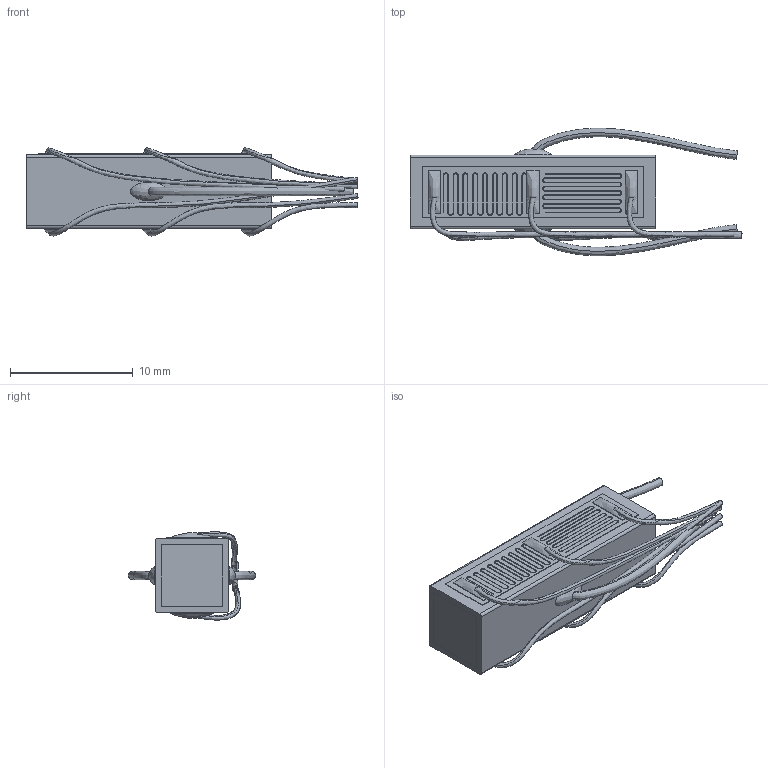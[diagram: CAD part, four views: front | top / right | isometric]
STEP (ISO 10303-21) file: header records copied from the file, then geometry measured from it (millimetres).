
FILE_DESCRIPTION (( 'STEP AP214' ), '1' );
FILE_NAME ('PZS001.STEP', '2014-02-04T09:26:07', ( '' ), ( '' ), 'SwSTEP 2.0', 'SolidWorks 2012', '' );
FILE_SCHEMA (( 'AUTOMOTIVE_DESIGN' ));
Length unit declared in the file: millimetre
Products named in the file (1): PZS001
Bounding box: 27 x 10.37 x 7.18 mm (x, y, z)
Volume: 760.9 mm3; surface area: 1082.8 mm2
Topology: 9 solids, 9 shells, 94 faces, 408 edges, 348 vertices
Faces by surface type: plane 62, bspline 28, cylinder 4
Entity records: 8752 total; most frequent: CARTESIAN_POINT 4217, ORIENTED_EDGE 816, DIRECTION 610, EDGE_CURVE 408, VERTEX_POINT 348, LINE 216, VECTOR 216, AXIS2_PLACEMENT_3D 197
